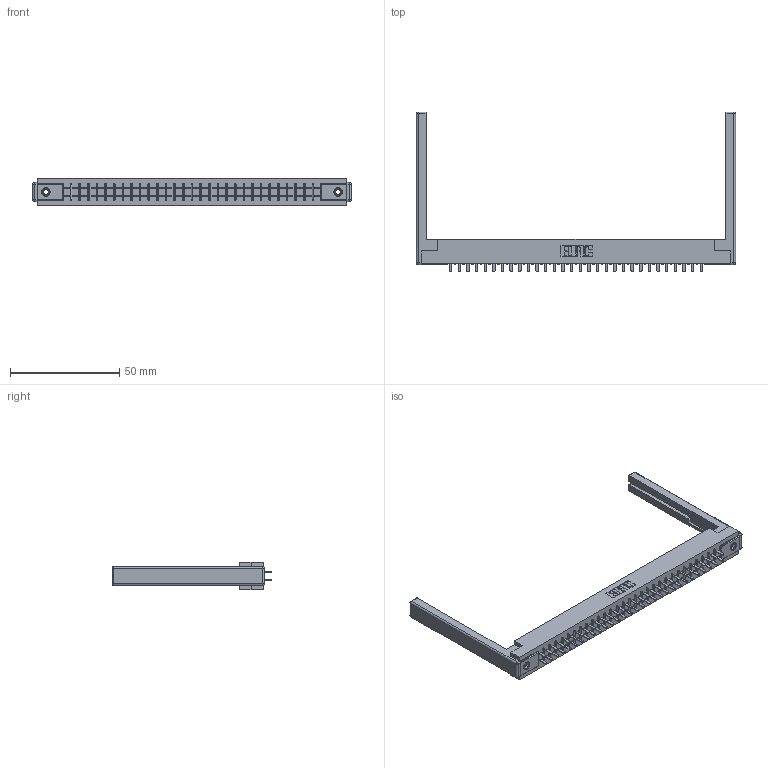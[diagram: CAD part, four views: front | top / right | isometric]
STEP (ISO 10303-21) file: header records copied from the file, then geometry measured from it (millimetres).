
FILE_DESCRIPTION (( 'STEP AP203' ), '1' );
FILE_NAME ('305-060-521-268.STEP', '2019-09-10T01:12:15', ( '' ), ( '' ), 'SwSTEP 2.0', 'SolidWorks 2016', '' );
FILE_SCHEMA (( 'CONFIG_CONTROL_DESIGN' ));
Length unit declared in the file: inch
Products named in the file (5): 305-060-521-268; 305 Part_.156 Dia; 305-290-001_521; 345-250-001_345-250-001-102; 307-220-068
Assembly tree (65 placements, depth 2):
  305-060-521-268
    305 Part_.156 Dia
    305-290-001_521  x60
    345-250-001_345-250-001-102  x2
    307-220-068  x2
Bounding box: 146.3 x 73.15 x 12.7 mm (x, y, z)
Volume: 19520.6 mm3; surface area: 22668.9 mm2
Topology: 65 solids, 65 shells, 3030 faces, 8596 edges, 5548 vertices
Faces by surface type: plane 1776, cylinder 1110, sphere 128, cone 12, torus 4
Entity records: 36582 total; most frequent: CARTESIAN_POINT 6025, ORIENTED_EDGE 5970, DIRECTION 5857, EDGE_CURVE 2985, VECTOR 2393, LINE 2393, VERTEX_POINT 1900, AXIS2_PLACEMENT_3D 1732
